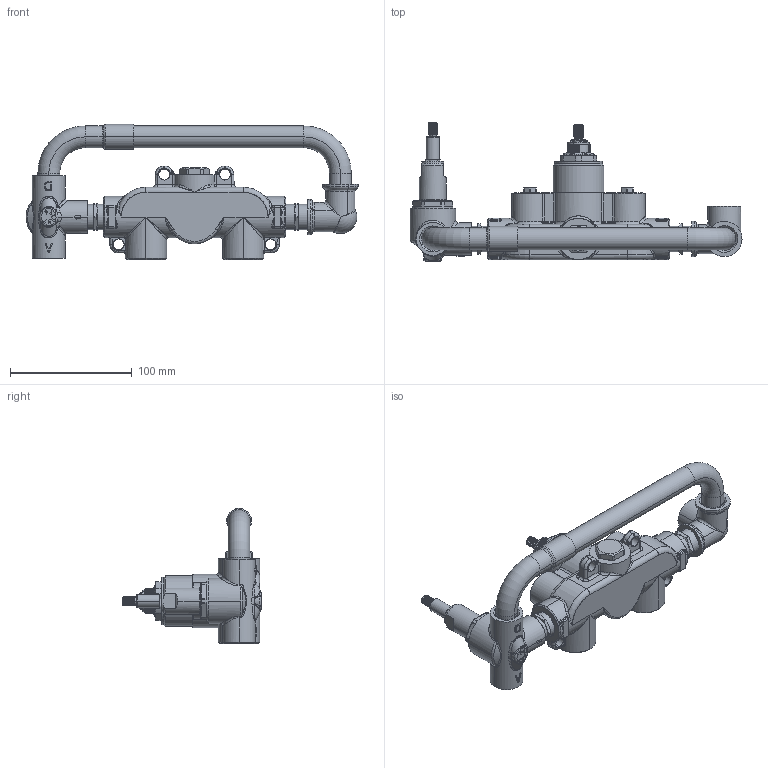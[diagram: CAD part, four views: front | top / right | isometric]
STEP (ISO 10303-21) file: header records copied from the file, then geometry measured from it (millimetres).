
FILE_DESCRIPTION(('CATIA V5 STEP Exchange','CAx-IF Rec.Pracs.--- Model Styling and Organization---1.5--- 2016-08-15','CAx-IF Rec.Pracs.---Supplemental Geometry---1.0---2011-11-01','CAx-IF Rec.Pracs.--- Composite Materials ---3.4---2017-06-13','CAx-IF Rec.Pracs.---Tessellated 3D Geometry---1.0---2015-12-17'),'2;1');
FILE_NAME('ZB01934004 - rendering.stp','2024-02-08T08:01:15+00:00',('none'),('none'),'CATIA Version 5-6 Release 2020 SP2','CATIA V5 STEP AP242 v2','none');
FILE_SCHEMA(('AP242_MANAGED_MODEL_BASED_3D_ENGINEERING_MIM_LF {1 0 10303 442 1 1 4}'));
Length unit declared in the file: millimetre
Products named in the file (1): PRZA01934004_AllCATPart
Bounding box: 273.25 x 114.4 x 111.25 mm (x, y, z)
Volume: 88840.1 mm3; surface area: 141817.5 mm2
Topology: 18 solids, 715 shells, 3518 faces, 10579 edges, 7834 vertices
Faces by surface type: cylinder 1210, plane 809, bspline 671, torus 595, cone 157, sphere 74, extrusion 2
Entity records: 158661 total; most frequent: CARTESIAN_POINT 78074, ORIENTED_EDGE 17724, DIRECTION 10879, EDGE_CURVE 10560, VERTEX_POINT 7836, AXIS2_PLACEMENT_3D 5506, EDGE_LOOP 3654, ADVANCED_FACE 3518
